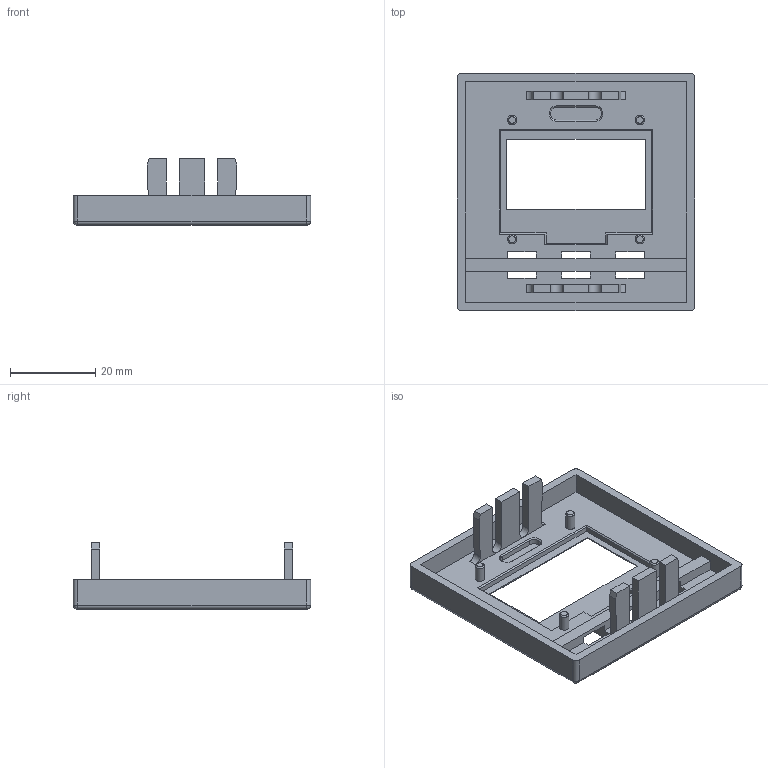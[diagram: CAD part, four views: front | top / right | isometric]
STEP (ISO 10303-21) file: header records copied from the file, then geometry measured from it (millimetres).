
FILE_DESCRIPTION(/* description */ (''),/* implementation_level */ '2;1');
FILE_NAME(/* name */ 'DisplayMountv4.stp',/* time_stamp */ '2025-04-23T10:33:30+02:00',/* author */ ('Jannis'),/* organization */ (''),/* preprocessor_version */ 'ST-DEVELOPER v20',/* originating_system */ 'Autodesk Inventor 2025',/* authorisation */ '');
FILE_SCHEMA (('AUTOMOTIVE_DESIGN { 1 0 10303 214 3 1 1 }'));
Length unit declared in the file: millimetre
Products named in the file (1): SELECTSET1
Bounding box: 55.7 x 55.7 x 15.65 mm (x, y, z)
Volume: 7549.2 mm3; surface area: 9307.2 mm2
Topology: 1 solids, 1 shells, 126 faces, 336 edges, 212 vertices
Faces by surface type: plane 90, cylinder 26, cone 6, sphere 4
Full cylindrical faces by diameter (mm): 2.2 x4
Entity records: 3925 total; most frequent: CARTESIAN_POINT 675, ORIENTED_EDGE 672, DIRECTION 652, EDGE_CURVE 336, LINE 274, VECTOR 274, VERTEX_POINT 212, AXIS2_PLACEMENT_3D 189
